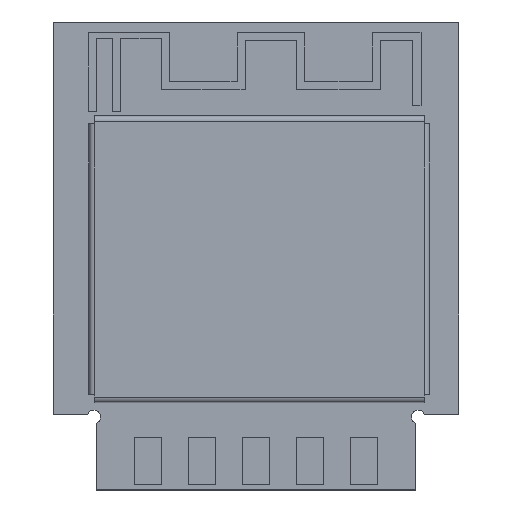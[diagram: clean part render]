
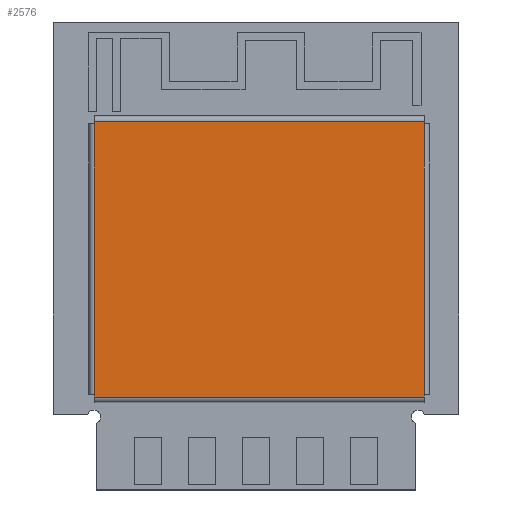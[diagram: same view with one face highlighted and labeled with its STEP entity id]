
A CAD part, top view. The second image highlights one B-rep face of the part: STEP entity #2576.
In plain terms, the highlighted face is planar.
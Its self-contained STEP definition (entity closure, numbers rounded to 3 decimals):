
#118=FACE_OUTER_BOUND('',#268,.T.);
#268=EDGE_LOOP('',(#1860,#1861,#1862,#1863,#1864,#1865,#1866,#1867));
#410=LINE('',#4233,#747);
#464=LINE('',#4367,#801);
#465=LINE('',#4372,#802);
#471=LINE('',#4386,#808);
#477=LINE('',#4400,#814);
#482=LINE('',#4408,#819);
#486=LINE('',#4415,#823);
#491=LINE('',#4424,#828);
#747=VECTOR('',#3476,10.);
#801=VECTOR('',#3594,10.);
#802=VECTOR('',#3599,10.);
#808=VECTOR('',#3615,10.);
#814=VECTOR('',#3627,10.);
#819=VECTOR('',#3636,10.);
#823=VECTOR('',#3644,10.);
#828=VECTOR('',#3657,10.);
#1084=VERTEX_POINT('',#4230);
#1085=VERTEX_POINT('',#4232);
#1107=VERTEX_POINT('',#4293);
#1124=VERTEX_POINT('',#4339);
#1132=VERTEX_POINT('',#4361);
#1134=VERTEX_POINT('',#4369);
#1135=VERTEX_POINT('',#4371);
#1143=VERTEX_POINT('',#4398);
#1322=EDGE_CURVE('',#1084,#1085,#410,.T.);
#1388=EDGE_CURVE('',#1132,#1107,#464,.T.);
#1390=EDGE_CURVE('',#1134,#1135,#465,.T.);
#1398=EDGE_CURVE('',#1124,#1084,#471,.T.);
#1405=EDGE_CURVE('',#1107,#1143,#477,.T.);
#1410=EDGE_CURVE('',#1135,#1124,#482,.T.);
#1414=EDGE_CURVE('',#1134,#1132,#486,.T.);
#1419=EDGE_CURVE('',#1085,#1143,#491,.T.);
#1860=ORIENTED_EDGE('',*,*,#1419,.F.);
#1861=ORIENTED_EDGE('',*,*,#1322,.F.);
#1862=ORIENTED_EDGE('',*,*,#1398,.F.);
#1863=ORIENTED_EDGE('',*,*,#1410,.F.);
#1864=ORIENTED_EDGE('',*,*,#1390,.F.);
#1865=ORIENTED_EDGE('',*,*,#1414,.T.);
#1866=ORIENTED_EDGE('',*,*,#1388,.T.);
#1867=ORIENTED_EDGE('',*,*,#1405,.T.);
#2430=PLANE('',#3232);
#2576=ADVANCED_FACE('',(#118),#2430,.T.);
#3232=AXIS2_PLACEMENT_3D('',#4425,#3658,#3659);
#3476=DIRECTION('',(1.,0.,0.));
#3594=DIRECTION('',(1.,0.,0.));
#3599=DIRECTION('',(0.,0.,-1.));
#3615=DIRECTION('',(1.,0.,0.));
#3627=DIRECTION('',(1.,0.,0.));
#3636=DIRECTION('',(1.,0.,0.));
#3644=DIRECTION('',(1.,0.,0.));
#3657=DIRECTION('',(0.,0.,1.));
#3658=DIRECTION('center_axis',(0.,1.,0.));
#3659=DIRECTION('ref_axis',(0.,0.,1.));
#4230=CARTESIAN_POINT('',(5.272,3.,-12.211));
#4232=CARTESIAN_POINT('',(5.372,3.,-12.211));
#4233=CARTESIAN_POINT('',(-1.462,3.,-12.211));
#4293=CARTESIAN_POINT('',(5.272,3.,-0.011));
#4339=CARTESIAN_POINT('',(-4.728,3.,-12.211));
#4361=CARTESIAN_POINT('',(-4.728,3.,-0.011));
#4367=CARTESIAN_POINT('',(-1.362,3.,-0.011));
#4369=CARTESIAN_POINT('',(-4.828,3.,-0.011));
#4371=CARTESIAN_POINT('',(-4.828,3.,-12.211));
#4372=CARTESIAN_POINT('',(-4.828,3.,-9.223));
#4386=CARTESIAN_POINT('',(-1.462,3.,-12.211));
#4398=CARTESIAN_POINT('',(5.372,3.,-0.011));
#4400=CARTESIAN_POINT('',(-1.362,3.,-0.011));
#4408=CARTESIAN_POINT('',(-1.462,3.,-12.211));
#4415=CARTESIAN_POINT('',(-1.362,3.,-0.011));
#4424=CARTESIAN_POINT('',(5.372,3.,-3.));
#4425=CARTESIAN_POINT('Origin',(1.804,3.,-6.111));
